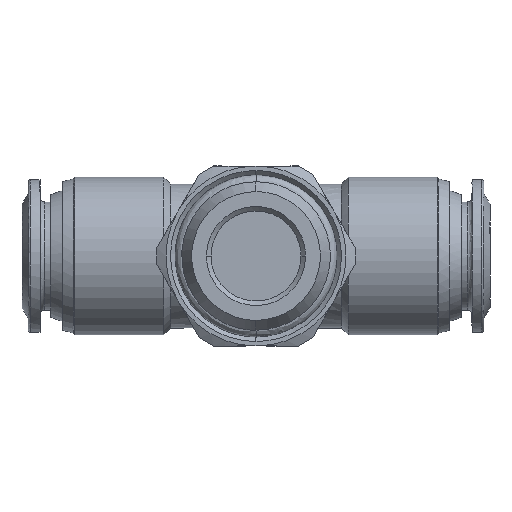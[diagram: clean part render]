
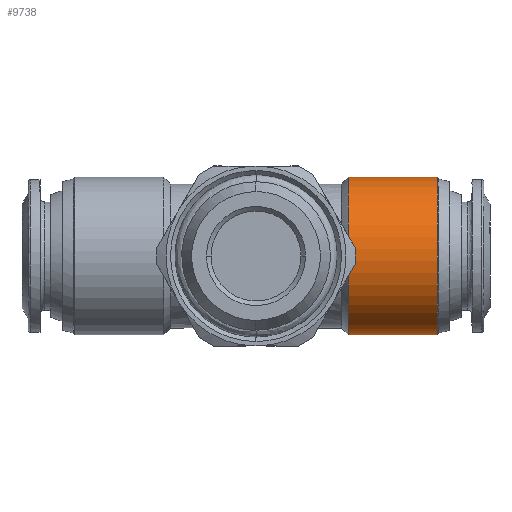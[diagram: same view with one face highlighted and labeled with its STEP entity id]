
A CAD part, front view. The second image highlights one B-rep face of the part: STEP entity #9738.
In plain terms, the highlighted free-form (B-spline) face has degree [1, 3] with [2, 4] control points.
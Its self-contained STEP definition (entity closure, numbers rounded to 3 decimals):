
#385 = CARTESIAN_POINT ( 'NONE',  ( 20.122, -17.5, -8.75 ) ) ;
#514 = CARTESIAN_POINT ( 'NONE',  ( 10.25, 0., 8.75 ) ) ;
#558 = EDGE_CURVE ( 'NONE', #7059, #7206, #4407, .T. ) ;
#665 =( BOUNDED_CURVE ( )  B_SPLINE_CURVE ( 3, ( #8092, #5054, #3497, #5829 ),
 .UNSPECIFIED., .F., .T. ) 
 B_SPLINE_CURVE_WITH_KNOTS ( ( 4, 4 ),
 ( -3.142, 0. ),
 .UNSPECIFIED. ) 
 CURVE ( )  GEOMETRIC_REPRESENTATION_ITEM ( )  RATIONAL_B_SPLINE_CURVE ( ( 1., 0.333, 0.333, 1. ) ) 
 REPRESENTATION_ITEM ( '' )  );
#666 =( BOUNDED_CURVE ( )  B_SPLINE_CURVE ( 3, ( #9444, #4944, #4848, #6393 ),
 .UNSPECIFIED., .F., .F. ) 
 B_SPLINE_CURVE_WITH_KNOTS ( ( 4, 4 ),
 ( -3.142, 0. ),
 .UNSPECIFIED. ) 
 CURVE ( )  GEOMETRIC_REPRESENTATION_ITEM ( )  RATIONAL_B_SPLINE_CURVE ( ( 1., 0.333, 0.333, 1. ) ) 
 REPRESENTATION_ITEM ( '' )  );
#683 = CARTESIAN_POINT ( 'NONE',  ( 10.25, 0., 8.75 ) ) ;
#959 =( BOUNDED_SURFACE ( )  B_SPLINE_SURFACE ( 1, 3, ( 
 ( #1016, #385, #8014, #5750 ),
 ( #7249, #1212, #9422, #4975 ) ),
 .UNSPECIFIED., .F., .F., .F. ) 
 B_SPLINE_SURFACE_WITH_KNOTS ( ( 2, 2 ),
 ( 4, 4 ),
 ( 0., 1. ),
 ( 0., 1. ),
 .UNSPECIFIED. ) 
 GEOMETRIC_REPRESENTATION_ITEM ( )  RATIONAL_B_SPLINE_SURFACE ( (
 ( 1., 0.333, 0.333, 1.),
 ( 1., 0.333, 0.333, 1.) ) ) 
 REPRESENTATION_ITEM ( '' )  SURFACE ( )  );
#961 = ORIENTED_EDGE ( 'NONE', *, *, #3757, .F. ) ;
#1016 = CARTESIAN_POINT ( 'NONE',  ( 20.122, 0., -8.75 ) ) ;
#1111 = FACE_OUTER_BOUND ( 'NONE', #5749, .T. ) ;
#1212 = CARTESIAN_POINT ( 'NONE',  ( 10.25, -17.5, -8.75 ) ) ;
#1287 = CARTESIAN_POINT ( 'NONE',  ( 20.122, 0., 8.75 ) ) ;
#1396 = CARTESIAN_POINT ( 'NONE',  ( 10.25, 0., -8.75 ) ) ;
#1974 = CARTESIAN_POINT ( 'NONE',  ( 20.122, 0., 8.75 ) ) ;
#2999 = ORIENTED_EDGE ( 'NONE', *, *, #558, .T. ) ;
#3013 = B_SPLINE_CURVE_WITH_KNOTS ( 'NONE', 1,
 ( #8903, #9594 ),
 .UNSPECIFIED., .F., .F.,
 ( 2, 2 ),
 ( -1., 0. ),
 .UNSPECIFIED. ) ;
#3497 = CARTESIAN_POINT ( 'NONE',  ( 10.25, -17.5, -8.75 ) ) ;
#3693 = ORIENTED_EDGE ( 'NONE', *, *, #7638, .T. ) ;
#3757 = EDGE_CURVE ( 'NONE', #7059, #9284, #666, .T. ) ;
#3792 = ORIENTED_EDGE ( 'NONE', *, *, #7660, .T. ) ;
#4407 = B_SPLINE_CURVE_WITH_KNOTS ( 'NONE', 1,
 ( #1974, #514 ),
 .UNSPECIFIED., .F., .F.,
 ( 2, 2 ),
 ( -1., 0. ),
 .UNSPECIFIED. ) ;
#4592 = VERTEX_POINT ( 'NONE', #1396 ) ;
#4848 = CARTESIAN_POINT ( 'NONE',  ( 20.122, -17.5, -8.75 ) ) ;
#4944 = CARTESIAN_POINT ( 'NONE',  ( 20.122, -17.5, 8.75 ) ) ;
#4975 = CARTESIAN_POINT ( 'NONE',  ( 10.25, 0., 8.75 ) ) ;
#5054 = CARTESIAN_POINT ( 'NONE',  ( 10.25, -17.5, 8.75 ) ) ;
#5749 = EDGE_LOOP ( 'NONE', ( #961, #2999, #3693, #3792 ) ) ;
#5750 = CARTESIAN_POINT ( 'NONE',  ( 20.122, 0., 8.75 ) ) ;
#5829 = CARTESIAN_POINT ( 'NONE',  ( 10.25, 0., -8.75 ) ) ;
#6114 = CARTESIAN_POINT ( 'NONE',  ( 20.122, 0., -8.75 ) ) ;
#6393 = CARTESIAN_POINT ( 'NONE',  ( 20.122, 0., -8.75 ) ) ;
#7059 = VERTEX_POINT ( 'NONE', #1287 ) ;
#7206 = VERTEX_POINT ( 'NONE', #683 ) ;
#7249 = CARTESIAN_POINT ( 'NONE',  ( 10.25, 0., -8.75 ) ) ;
#7638 = EDGE_CURVE ( 'NONE', #7206, #4592, #665, .T. ) ;
#7660 = EDGE_CURVE ( 'NONE', #4592, #9284, #3013, .T. ) ;
#8014 = CARTESIAN_POINT ( 'NONE',  ( 20.122, -17.5, 8.75 ) ) ;
#8092 = CARTESIAN_POINT ( 'NONE',  ( 10.25, 0., 8.75 ) ) ;
#8903 = CARTESIAN_POINT ( 'NONE',  ( 10.25, 0., -8.75 ) ) ;
#9284 = VERTEX_POINT ( 'NONE', #6114 ) ;
#9422 = CARTESIAN_POINT ( 'NONE',  ( 10.25, -17.5, 8.75 ) ) ;
#9444 = CARTESIAN_POINT ( 'NONE',  ( 20.122, 0., 8.75 ) ) ;
#9594 = CARTESIAN_POINT ( 'NONE',  ( 20.122, 0., -8.75 ) ) ;
#9738 = ADVANCED_FACE ( 'NONE', ( #1111 ), #959, .F. ) ;
